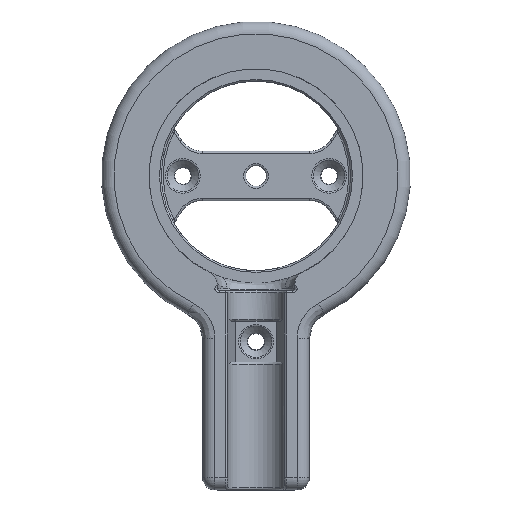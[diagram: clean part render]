
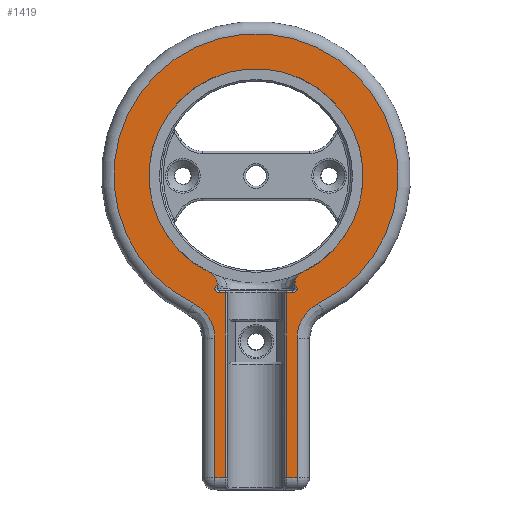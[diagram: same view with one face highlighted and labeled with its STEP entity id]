
A CAD part, top view. The second image highlights one B-rep face of the part: STEP entity #1419.
In plain terms, the highlighted planar face has unit normal (0, 0, 1).
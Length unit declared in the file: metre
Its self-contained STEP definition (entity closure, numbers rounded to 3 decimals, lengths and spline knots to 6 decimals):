
#96=B_SPLINE_CURVE_WITH_KNOTS('',3,(#2318,#2319,#2320,#2321,#2322),
 .UNSPECIFIED.,.F.,.F.,(4,1,4),(0.,0.005267,0.010534),
 .UNSPECIFIED.);
#97=B_SPLINE_CURVE_WITH_KNOTS('',3,(#2326,#2327,#2328,#2329,#2330),
 .UNSPECIFIED.,.F.,.F.,(4,1,4),(0.,0.00532,0.01064),
 .UNSPECIFIED.);
#98=B_SPLINE_CURVE_WITH_KNOTS('',3,(#2341,#2342,#2343,#2344),
 .UNSPECIFIED.,.F.,.F.,(4,4),(0.,0.003367),.UNSPECIFIED.);
#99=B_SPLINE_CURVE_WITH_KNOTS('',3,(#2348,#2349,#2350,#2351),
 .UNSPECIFIED.,.F.,.F.,(4,4),(0.,0.003367),.UNSPECIFIED.);
#164=CIRCLE('',#1560,0.034627);
#165=CIRCLE('',#1561,0.001);
#166=CIRCLE('',#1562,0.0261);
#167=CIRCLE('',#1563,0.001);
#299=ORIENTED_EDGE('',*,*,#723,.T.);
#300=ORIENTED_EDGE('',*,*,#724,.T.);
#301=ORIENTED_EDGE('',*,*,#725,.T.);
#302=ORIENTED_EDGE('',*,*,#726,.T.);
#303=ORIENTED_EDGE('',*,*,#727,.T.);
#304=ORIENTED_EDGE('',*,*,#728,.T.);
#305=ORIENTED_EDGE('',*,*,#729,.T.);
#306=ORIENTED_EDGE('',*,*,#730,.T.);
#307=ORIENTED_EDGE('',*,*,#731,.T.);
#308=ORIENTED_EDGE('',*,*,#732,.T.);
#309=ORIENTED_EDGE('',*,*,#733,.T.);
#310=ORIENTED_EDGE('',*,*,#734,.T.);
#311=ORIENTED_EDGE('',*,*,#718,.F.);
#312=ORIENTED_EDGE('',*,*,#735,.T.);
#313=ORIENTED_EDGE('',*,*,#736,.T.);
#314=ORIENTED_EDGE('',*,*,#737,.T.);
#315=ORIENTED_EDGE('',*,*,#712,.F.);
#316=ORIENTED_EDGE('',*,*,#738,.T.);
#712=EDGE_CURVE('',#925,#926,#1028,.T.);
#718=EDGE_CURVE('',#931,#932,#1029,.F.);
#723=EDGE_CURVE('',#935,#936,#1030,.T.);
#724=EDGE_CURVE('',#936,#937,#1031,.F.);
#725=EDGE_CURVE('',#937,#938,#1032,.T.);
#726=EDGE_CURVE('',#938,#939,#1033,.F.);
#727=EDGE_CURVE('',#939,#940,#96,.T.);
#728=EDGE_CURVE('',#940,#941,#164,.T.);
#729=EDGE_CURVE('',#941,#942,#97,.T.);
#730=EDGE_CURVE('',#942,#943,#1034,.F.);
#731=EDGE_CURVE('',#943,#944,#1035,.T.);
#732=EDGE_CURVE('',#944,#945,#1036,.T.);
#733=EDGE_CURVE('',#945,#946,#1037,.T.);
#734=EDGE_CURVE('',#946,#932,#165,.F.);
#735=EDGE_CURVE('',#931,#947,#98,.T.);
#736=EDGE_CURVE('',#947,#948,#166,.F.);
#737=EDGE_CURVE('',#948,#926,#99,.T.);
#738=EDGE_CURVE('',#925,#935,#167,.F.);
#925=VERTEX_POINT('',#2266);
#926=VERTEX_POINT('',#2267);
#931=VERTEX_POINT('',#2289);
#932=VERTEX_POINT('',#2291);
#935=VERTEX_POINT('',#2310);
#936=VERTEX_POINT('',#2311);
#937=VERTEX_POINT('',#2313);
#938=VERTEX_POINT('',#2315);
#939=VERTEX_POINT('',#2317);
#940=VERTEX_POINT('',#2323);
#941=VERTEX_POINT('',#2325);
#942=VERTEX_POINT('',#2331);
#943=VERTEX_POINT('',#2333);
#944=VERTEX_POINT('',#2335);
#945=VERTEX_POINT('',#2337);
#946=VERTEX_POINT('',#2339);
#947=VERTEX_POINT('',#2345);
#948=VERTEX_POINT('',#2347);
#1028=LINE('',#2265,#1097);
#1029=LINE('',#2290,#1098);
#1030=LINE('',#2309,#1099);
#1031=LINE('',#2312,#1100);
#1032=LINE('',#2314,#1101);
#1033=LINE('',#2316,#1102);
#1034=LINE('',#2332,#1103);
#1035=LINE('',#2334,#1104);
#1036=LINE('',#2336,#1105);
#1037=LINE('',#2338,#1106);
#1097=VECTOR('',#1795,1.);
#1098=VECTOR('',#1802,1.);
#1099=VECTOR('',#1809,1.);
#1100=VECTOR('',#1810,1.);
#1101=VECTOR('',#1811,1.);
#1102=VECTOR('',#1812,1.);
#1103=VECTOR('',#1815,1.);
#1104=VECTOR('',#1816,1.);
#1105=VECTOR('',#1817,1.);
#1106=VECTOR('',#1818,1.);
#1163=EDGE_LOOP('',(#299,#300,#301,#302,#303,#304,#305,#306,#307,#308,#309,
#310,#311,#312,#313,#314,#315,#316));
#1286=FACE_BOUND('',#1163,.T.);
#1393=PLANE('',#1559);
#1419=ADVANCED_FACE('',(#1286),#1393,.T.);
#1559=AXIS2_PLACEMENT_3D('',#2308,#1807,#1808);
#1560=AXIS2_PLACEMENT_3D('',#2324,#1813,#1814);
#1561=AXIS2_PLACEMENT_3D('',#2340,#1819,#1820);
#1562=AXIS2_PLACEMENT_3D('',#2346,#1821,#1822);
#1563=AXIS2_PLACEMENT_3D('',#2352,#1823,#1824);
#1795=DIRECTION('',(0.,1.,0.));
#1802=DIRECTION('',(0.,1.,0.));
#1807=DIRECTION('',(0.,0.,1.));
#1808=DIRECTION('',(1.,0.,0.));
#1809=DIRECTION('',(-1.,0.,0.));
#1810=DIRECTION('',(0.,1.,0.));
#1811=DIRECTION('',(1.,0.,0.));
#1812=DIRECTION('',(0.,-1.,0.));
#1813=DIRECTION('',(0.,0.,1.));
#1814=DIRECTION('',(1.,0.,0.));
#1815=DIRECTION('',(0.,1.,0.));
#1816=DIRECTION('',(1.,0.,0.));
#1817=DIRECTION('',(0.,1.,0.));
#1818=DIRECTION('',(-1.,0.,0.));
#1819=DIRECTION('',(0.,0.,1.));
#1820=DIRECTION('',(1.,0.,0.));
#1821=DIRECTION('',(0.,0.,1.));
#1822=DIRECTION('',(1.,0.,0.));
#1823=DIRECTION('',(0.,0.,1.));
#1824=DIRECTION('',(1.,0.,0.));
#2265=CARTESIAN_POINT('',(0.009487,-0.028,0.018));
#2266=CARTESIAN_POINT('',(0.009487,-0.026627,0.018));
#2267=CARTESIAN_POINT('',(0.009487,-0.026287,0.018));
#2289=CARTESIAN_POINT('',(-0.009487,-0.026287,0.018));
#2290=CARTESIAN_POINT('',(-0.009487,-0.028,0.018));
#2291=CARTESIAN_POINT('',(-0.009487,-0.026627,0.018));
#2308=CARTESIAN_POINT('',(0.,0.,0.018));
#2309=CARTESIAN_POINT('',(0.006982,-0.0285,0.018));
#2310=CARTESIAN_POINT('',(0.009,-0.0285,0.018));
#2311=CARTESIAN_POINT('',(0.0075,-0.0285,0.018));
#2312=CARTESIAN_POINT('',(0.0075,0.,0.018));
#2313=CARTESIAN_POINT('',(0.0075,-0.0735,0.018));
#2314=CARTESIAN_POINT('',(0.,-0.0735,0.018));
#2315=CARTESIAN_POINT('',(0.010012,-0.0735,0.018));
#2316=CARTESIAN_POINT('',(0.010012,0.,0.018));
#2317=CARTESIAN_POINT('',(0.010012,-0.039575,0.018));
#2318=CARTESIAN_POINT('',(0.010012,-0.039575,0.018));
#2319=CARTESIAN_POINT('',(0.010012,-0.0378,0.018));
#2320=CARTESIAN_POINT('',(0.011018,-0.034308,0.018));
#2321=CARTESIAN_POINT('',(0.013717,-0.031844,0.018));
#2322=CARTESIAN_POINT('',(0.015309,-0.031059,0.018));
#2323=CARTESIAN_POINT('',(0.015309,-0.031059,0.018));
#2324=CARTESIAN_POINT('',(0.,0.,0.018));
#2325=CARTESIAN_POINT('',(-0.015309,-0.031059,0.018));
#2326=CARTESIAN_POINT('',(-0.015309,-0.031059,0.018));
#2327=CARTESIAN_POINT('',(-0.013718,-0.031843,0.018));
#2328=CARTESIAN_POINT('',(-0.011023,-0.034298,0.018));
#2329=CARTESIAN_POINT('',(-0.010012,-0.037801,0.018));
#2330=CARTESIAN_POINT('',(-0.010012,-0.039575,0.018));
#2331=CARTESIAN_POINT('',(-0.010012,-0.039575,0.018));
#2332=CARTESIAN_POINT('',(-0.010012,-0.0765,0.018));
#2333=CARTESIAN_POINT('',(-0.010012,-0.0735,0.018));
#2334=CARTESIAN_POINT('',(0.,-0.0735,0.018));
#2335=CARTESIAN_POINT('',(-0.0075,-0.0735,0.018));
#2336=CARTESIAN_POINT('',(-0.0075,0.,0.018));
#2337=CARTESIAN_POINT('',(-0.0075,-0.0285,0.018));
#2338=CARTESIAN_POINT('',(-0.009487,-0.0285,0.018));
#2339=CARTESIAN_POINT('',(-0.009,-0.0285,0.018));
#2340=CARTESIAN_POINT('',(-0.009,-0.0275,0.018));
#2341=CARTESIAN_POINT('',(-0.009487,-0.026287,0.018));
#2342=CARTESIAN_POINT('',(-0.009487,-0.025148,0.018));
#2343=CARTESIAN_POINT('',(-0.010174,-0.024062,0.018));
#2344=CARTESIAN_POINT('',(-0.011202,-0.023574,0.018));
#2345=CARTESIAN_POINT('',(-0.011202,-0.023574,0.018));
#2346=CARTESIAN_POINT('',(0.,0.,0.018));
#2347=CARTESIAN_POINT('',(0.011202,-0.023574,0.018));
#2348=CARTESIAN_POINT('',(0.011202,-0.023574,0.018));
#2349=CARTESIAN_POINT('',(0.010174,-0.024062,0.018));
#2350=CARTESIAN_POINT('',(0.009487,-0.025148,0.018));
#2351=CARTESIAN_POINT('',(0.009487,-0.026287,0.018));
#2352=CARTESIAN_POINT('',(0.009,-0.0275,0.018));
